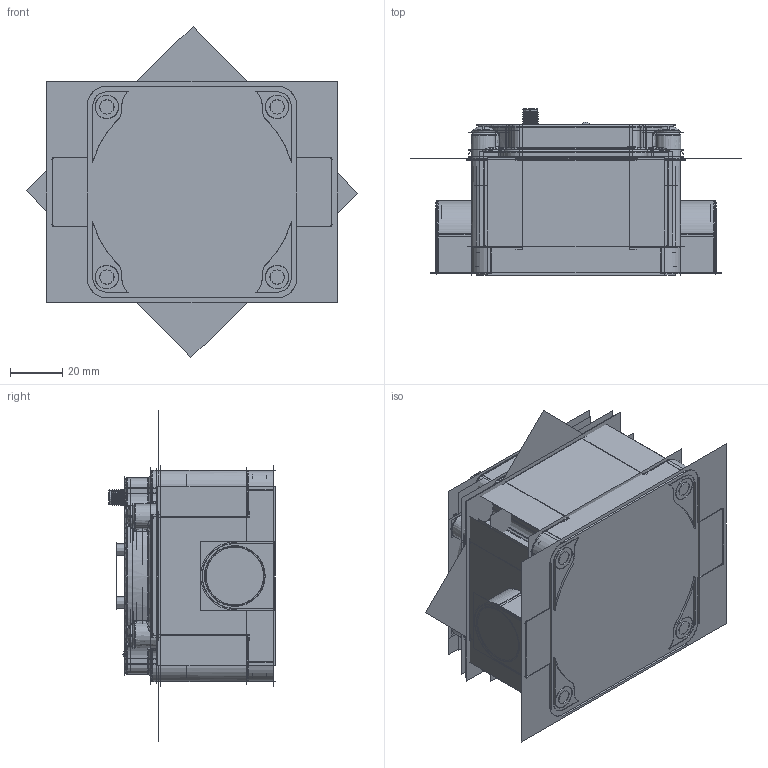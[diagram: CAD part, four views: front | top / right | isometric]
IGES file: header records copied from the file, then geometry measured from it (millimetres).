
Start section:  PTC IGES file: 195025.igs
Global section: file name: 195025.igs; native system: Creo Parametric by PTC Inc.; preprocessor: 2016260; author: pdmadmin; organization: Unknown; date: 20180221.093837; units: millimetre
Bounding box: 126.69 x 63.73 x 126.69 mm (x, y, z)
Volume: 95261.3 mm3; surface area: 542151.2 mm2
Topology: 13 solids, 17 shells, 2216 faces, 11212 edges, 14277 vertices
Faces by surface type: revolution 1418, bspline 798
